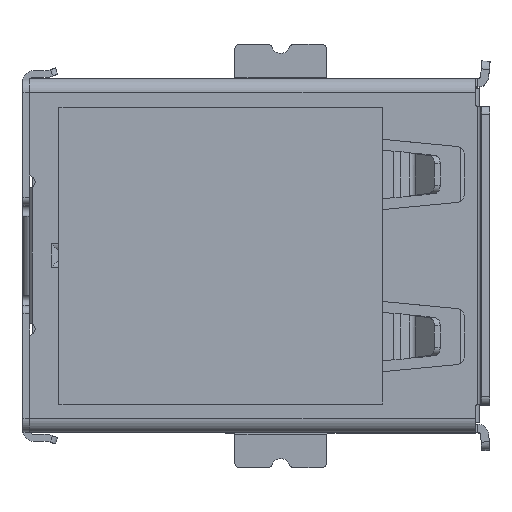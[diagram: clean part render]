
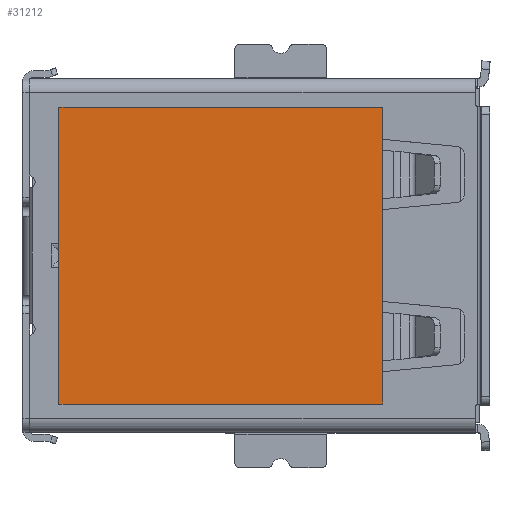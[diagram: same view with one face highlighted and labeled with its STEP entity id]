
A CAD part, top view. The second image highlights one B-rep face of the part: STEP entity #31212.
In plain terms, the highlighted planar face has unit normal (0, 0, 1).
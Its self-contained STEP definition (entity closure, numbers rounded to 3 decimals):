
#10138=ORIENTED_EDGE('',*,*,#15010,.T.);
#10139=ORIENTED_EDGE('',*,*,#15014,.T.);
#10140=ORIENTED_EDGE('',*,*,#15017,.T.);
#10141=ORIENTED_EDGE('',*,*,#15019,.T.);
#15010=EDGE_CURVE('',#18062,#18061,#21489,.T.);
#15014=EDGE_CURVE('',#18061,#18064,#21493,.T.);
#15017=EDGE_CURVE('',#18064,#18066,#21496,.T.);
#15019=EDGE_CURVE('',#18066,#18062,#21498,.T.);
#18061=VERTEX_POINT('',#52721);
#18062=VERTEX_POINT('',#52723);
#18064=VERTEX_POINT('',#52729);
#18066=VERTEX_POINT('',#52735);
#21489=LINE('',#52722,#24920);
#21493=LINE('',#52730,#24924);
#21496=LINE('',#52736,#24927);
#21498=LINE('',#52739,#24929);
#24920=VECTOR('',#42372,1000.);
#24924=VECTOR('',#42378,1000.);
#24927=VECTOR('',#42383,1000.);
#24929=VECTOR('',#42387,1000.);
#26781=EDGE_LOOP('',(#10138,#10139,#10140,#10141));
#28536=FACE_BOUND('',#26781,.T.);
#29629=PLANE('',#34367);
#31212=ADVANCED_FACE('',(#28536),#29629,.T.);
#34367=AXIS2_PLACEMENT_3D('',#52740,#42388,#42389);
#42372=DIRECTION('',(0.,-1.,0.));
#42378=DIRECTION('',(1.,0.,0.));
#42383=DIRECTION('',(0.,1.,0.));
#42387=DIRECTION('',(-1.,0.,0.));
#42388=DIRECTION('',(0.,0.,1.));
#42389=DIRECTION('',(1.,0.,0.));
#52721=CARTESIAN_POINT('',(-6.,-5.5,0.1));
#52722=CARTESIAN_POINT('',(-6.,5.5,0.1));
#52723=CARTESIAN_POINT('',(-6.,5.5,0.1));
#52729=CARTESIAN_POINT('',(6.,-5.5,0.1));
#52730=CARTESIAN_POINT('',(-6.,-5.5,0.1));
#52735=CARTESIAN_POINT('',(6.,5.5,0.1));
#52736=CARTESIAN_POINT('',(6.,-5.5,0.1));
#52739=CARTESIAN_POINT('',(6.,5.5,0.1));
#52740=CARTESIAN_POINT('',(0.,0.,0.1));
